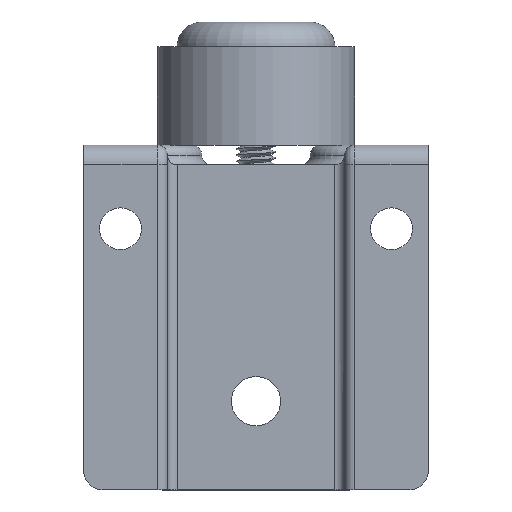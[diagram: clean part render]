
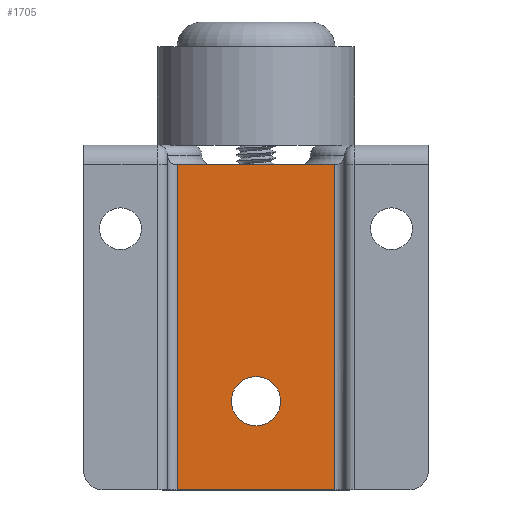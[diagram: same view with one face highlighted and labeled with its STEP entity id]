
A CAD part, top view. The second image highlights one B-rep face of the part: STEP entity #1705.
In plain terms, the highlighted planar face has unit normal (0, 0, 1).
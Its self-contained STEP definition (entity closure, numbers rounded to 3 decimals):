
#1321=CARTESIAN_POINT('',(51.,-68.2,46.0));
#1322=VERTEX_POINT('',#1321);
#1330=CARTESIAN_POINT('',(19.,-68.2,46.0));
#1331=VERTEX_POINT('',#1330);
#1332=CARTESIAN_POINT('',(51.,-68.2,46.0));
#1333=DIRECTION('',(-1.0,0.0,0.0));
#1334=VECTOR('',#1333,32.);
#1335=LINE('',#1332,#1334);
#1336=EDGE_CURVE('',#1322,#1331,#1335,.T.);
#1574=CARTESIAN_POINT('',(51.,-2.2,46.0));
#1575=VERTEX_POINT('',#1574);
#1583=CARTESIAN_POINT('',(51.,-2.2,46.0));
#1584=DIRECTION('',(0.0,-1.0,0.0));
#1585=VECTOR('',#1584,66.0);
#1586=LINE('',#1583,#1585);
#1587=EDGE_CURVE('',#1575,#1322,#1586,.T.);
#1671=CARTESIAN_POINT('',(35.,-33.2,46.0));
#1672=DIRECTION('',(0.0,0.0,1.0));
#1673=DIRECTION('',(1.0,0.0,0.0));
#1674=AXIS2_PLACEMENT_3D('',#1671,#1672,#1673);
#1675=PLANE('',#1674);
#1676=ORIENTED_EDGE('',*,*,#1587,.F.);
#1677=CARTESIAN_POINT('',(19.,-2.2,46.0));
#1678=VERTEX_POINT('',#1677);
#1679=CARTESIAN_POINT('',(51.,-2.2,46.0));
#1680=DIRECTION('',(-1.0,0.0,0.0));
#1681=VECTOR('',#1680,32.);
#1682=LINE('',#1679,#1681);
#1683=EDGE_CURVE('',#1575,#1678,#1682,.T.);
#1684=ORIENTED_EDGE('',*,*,#1683,.T.);
#1685=CARTESIAN_POINT('',(19.,-68.2,46.0));
#1686=DIRECTION('',(0.0,1.0,0.0));
#1687=VECTOR('',#1686,66.0);
#1688=LINE('',#1685,#1687);
#1689=EDGE_CURVE('',#1331,#1678,#1688,.T.);
#1690=ORIENTED_EDGE('',*,*,#1689,.F.);
#1691=ORIENTED_EDGE('',*,*,#1336,.F.);
#1692=EDGE_LOOP('',(#1676,#1684,#1690,#1691));
#1693=FACE_OUTER_BOUND('',#1692,.T.);
#1694=CARTESIAN_POINT('',(40.,-50.2,46.0));
#1695=VERTEX_POINT('',#1694);
#1696=CARTESIAN_POINT('',(35.,-50.2,46.0));
#1697=DIRECTION('',(0.0,0.0,1.0));
#1698=DIRECTION('',(-1.0,0.0,0.0));
#1699=AXIS2_PLACEMENT_3D('',#1696,#1697,#1698);
#1700=CIRCLE('',#1699,5.0);
#1701=EDGE_CURVE('',#1695,#1695,#1700,.T.);
#1702=ORIENTED_EDGE('',*,*,#1701,.F.);
#1703=EDGE_LOOP('',(#1702));
#1704=FACE_BOUND('',#1703,.T.);
#1705=ADVANCED_FACE('',(#1693,#1704),#1675,.T.);
